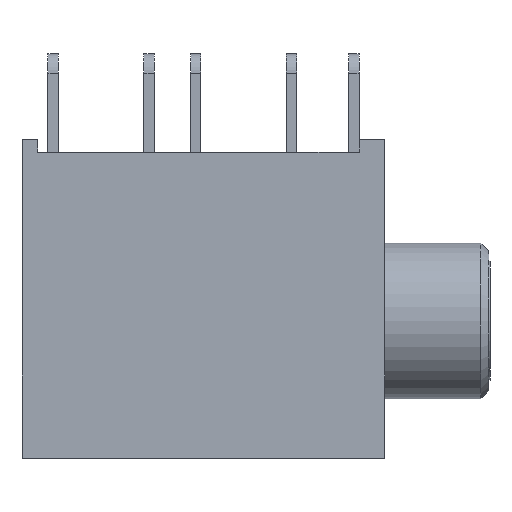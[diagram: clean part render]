
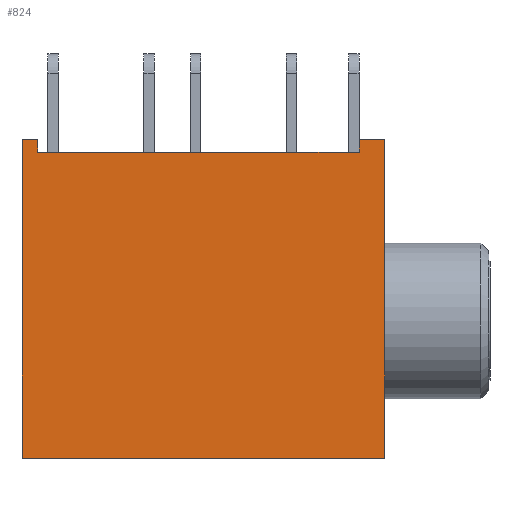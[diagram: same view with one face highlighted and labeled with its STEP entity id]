
A CAD part, front view. The second image highlights one B-rep face of the part: STEP entity #824.
In plain terms, the highlighted planar face has unit normal (0, -1, 0).
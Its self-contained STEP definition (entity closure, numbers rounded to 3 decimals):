
#581 = VERTEX_POINT('',#582);
#582 = CARTESIAN_POINT('',(-5.,-4.9,7.));
#597 = VERTEX_POINT('',#598);
#598 = CARTESIAN_POINT('',(-5.,-4.9,6.5));
#604 = EDGE_CURVE('',#597,#581,#605,.T.);
#605 = LINE('',#606,#607);
#606 = CARTESIAN_POINT('',(-5.,-4.9,7.));
#607 = VECTOR('',#608,1.);
#608 = DIRECTION('',(0.,0.,1.));
#643 = EDGE_CURVE('',#581,#644,#646,.T.);
#644 = VERTEX_POINT('',#645);
#645 = CARTESIAN_POINT('',(-4.,-4.9,7.));
#646 = LINE('',#647,#648);
#647 = CARTESIAN_POINT('',(-4.,-4.9,7.));
#648 = VECTOR('',#649,1.);
#649 = DIRECTION('',(1.,0.,0.));
#665 = EDGE_CURVE('',#666,#668,#670,.T.);
#666 = VERTEX_POINT('',#667);
#667 = CARTESIAN_POINT('',(-18.,-4.9,7.));
#668 = VERTEX_POINT('',#669);
#669 = CARTESIAN_POINT('',(-17.4,-4.9,7.));
#670 = LINE('',#671,#672);
#671 = CARTESIAN_POINT('',(-4.,-4.9,7.));
#672 = VECTOR('',#673,1.);
#673 = DIRECTION('',(1.,0.,0.));
#710 = EDGE_CURVE('',#644,#711,#713,.T.);
#711 = VERTEX_POINT('',#712);
#712 = CARTESIAN_POINT('',(-4.,-4.9,-5.3));
#713 = LINE('',#714,#715);
#714 = CARTESIAN_POINT('',(-4.,-4.9,-5.3));
#715 = VECTOR('',#716,1.);
#716 = DIRECTION('',(0.,-0.,-1.));
#741 = EDGE_CURVE('',#711,#742,#744,.T.);
#742 = VERTEX_POINT('',#743);
#743 = CARTESIAN_POINT('',(-18.,-4.9,-5.3));
#744 = LINE('',#745,#746);
#745 = CARTESIAN_POINT('',(-4.,-4.9,-5.3));
#746 = VECTOR('',#747,1.);
#747 = DIRECTION('',(-1.,0.,0.));
#772 = EDGE_CURVE('',#742,#666,#773,.T.);
#773 = LINE('',#774,#775);
#774 = CARTESIAN_POINT('',(-18.,-4.9,7.));
#775 = VECTOR('',#776,1.);
#776 = DIRECTION('',(0.,0.,1.));
#824 = ADVANCED_FACE('',(#825),#847,.F.);
#825 = FACE_BOUND('',#826,.T.);
#826 = EDGE_LOOP('',(#827,#828,#829,#837,#843,#844,#845,#846));
#827 = ORIENTED_EDGE('',*,*,#643,.F.);
#828 = ORIENTED_EDGE('',*,*,#604,.F.);
#829 = ORIENTED_EDGE('',*,*,#830,.F.);
#830 = EDGE_CURVE('',#831,#597,#833,.T.);
#831 = VERTEX_POINT('',#832);
#832 = CARTESIAN_POINT('',(-17.4,-4.9,6.5));
#833 = LINE('',#834,#835);
#834 = CARTESIAN_POINT('',(-5.,-4.9,6.5));
#835 = VECTOR('',#836,1.);
#836 = DIRECTION('',(1.,0.,0.));
#837 = ORIENTED_EDGE('',*,*,#838,.F.);
#838 = EDGE_CURVE('',#668,#831,#839,.T.);
#839 = LINE('',#840,#841);
#840 = CARTESIAN_POINT('',(-17.4,-4.9,7.));
#841 = VECTOR('',#842,1.);
#842 = DIRECTION('',(0.,0.,-1.));
#843 = ORIENTED_EDGE('',*,*,#665,.F.);
#844 = ORIENTED_EDGE('',*,*,#772,.F.);
#845 = ORIENTED_EDGE('',*,*,#741,.F.);
#846 = ORIENTED_EDGE('',*,*,#710,.F.);
#847 = PLANE('',#848);
#848 = AXIS2_PLACEMENT_3D('',#849,#850,#851);
#849 = CARTESIAN_POINT('',(-4.,-4.9,7.));
#850 = DIRECTION('',(0.,1.,0.));
#851 = DIRECTION('',(0.,-0.,1.));
